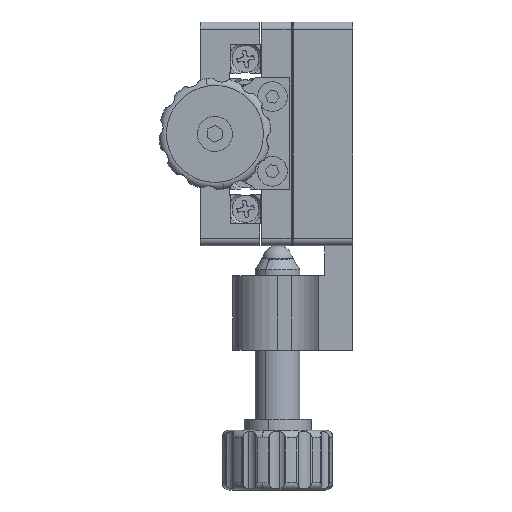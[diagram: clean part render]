
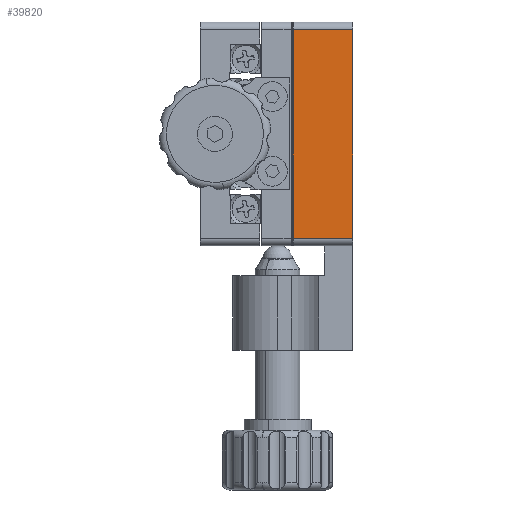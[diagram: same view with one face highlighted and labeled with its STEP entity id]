
A CAD part, left-side view. The second image highlights one B-rep face of the part: STEP entity #39820.
In plain terms, the highlighted planar face has unit normal (-1, 0, 0).
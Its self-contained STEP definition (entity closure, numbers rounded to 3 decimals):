
#26 = CARTESIAN_POINT ( 'NONE',  ( -15., 8., -14. ) ) ;
#1932 = CARTESIAN_POINT ( 'NONE',  ( -15., 0., 15. ) ) ;
#3244 = ORIENTED_EDGE ( 'NONE', *, *, #35721, .F. ) ;
#4571 = VECTOR ( 'NONE', #47891, 1000. ) ;
#6343 = DIRECTION ( 'NONE',  ( 1., 0., 0. ) ) ;
#8308 = CARTESIAN_POINT ( 'NONE',  ( -15., 8., 14. ) ) ;
#9603 = ORIENTED_EDGE ( 'NONE', *, *, #36956, .T. ) ;
#10867 = DIRECTION ( 'NONE',  ( 0., 0., -1. ) ) ;
#12023 = VERTEX_POINT ( 'NONE', #32087 ) ;
#12069 = CARTESIAN_POINT ( 'NONE',  ( -15., 0., -14. ) ) ;
#13065 = VERTEX_POINT ( 'NONE', #12069 ) ;
#14615 = DIRECTION ( 'NONE',  ( 0., 1., 0. ) ) ;
#19392 = ORIENTED_EDGE ( 'NONE', *, *, #19435, .T. ) ;
#19435 = EDGE_CURVE ( 'NONE', #46394, #13065, #45755, .T. ) ;
#19883 = VECTOR ( 'NONE', #27166, 1000. ) ;
#20245 = EDGE_CURVE ( 'NONE', #30951, #46394, #41998, .T. ) ;
#20416 = VECTOR ( 'NONE', #10867, 1000. ) ;
#22003 = CARTESIAN_POINT ( 'NONE',  ( -15., 8., 15. ) ) ;
#22192 = CARTESIAN_POINT ( 'NONE',  ( -15., 8., 15. ) ) ;
#23075 = CARTESIAN_POINT ( 'NONE',  ( -15., 0., -14. ) ) ;
#25213 = AXIS2_PLACEMENT_3D ( 'NONE', #22003, #6343, #14615 ) ;
#25934 = PLANE ( 'NONE',  #25213 ) ;
#27166 = DIRECTION ( 'NONE',  ( 0., -1., 0. ) ) ;
#27487 = LINE ( 'NONE', #1932, #45973 ) ;
#29331 = CARTESIAN_POINT ( 'NONE',  ( -15., 8., 14. ) ) ;
#29437 = DIRECTION ( 'NONE',  ( 0., 0., -1. ) ) ;
#30951 = VERTEX_POINT ( 'NONE', #8308 ) ;
#32087 = CARTESIAN_POINT ( 'NONE',  ( -15., 0., 14. ) ) ;
#33075 = EDGE_LOOP ( 'NONE', ( #34222, #19392, #3244, #9603 ) ) ;
#34222 = ORIENTED_EDGE ( 'NONE', *, *, #20245, .T. ) ;
#35721 = EDGE_CURVE ( 'NONE', #12023, #13065, #27487, .T. ) ;
#36579 = LINE ( 'NONE', #29331, #4571 ) ;
#36956 = EDGE_CURVE ( 'NONE', #12023, #30951, #36579, .T. ) ;
#39820 = ADVANCED_FACE ( 'NONE', ( #50499 ), #25934, .F. ) ;
#41998 = LINE ( 'NONE', #22192, #20416 ) ;
#45755 = LINE ( 'NONE', #23075, #19883 ) ;
#45973 = VECTOR ( 'NONE', #29437, 1000. ) ;
#46394 = VERTEX_POINT ( 'NONE', #26 ) ;
#47891 = DIRECTION ( 'NONE',  ( 0., 1., 0. ) ) ;
#50499 = FACE_OUTER_BOUND ( 'NONE', #33075, .T. ) ;
